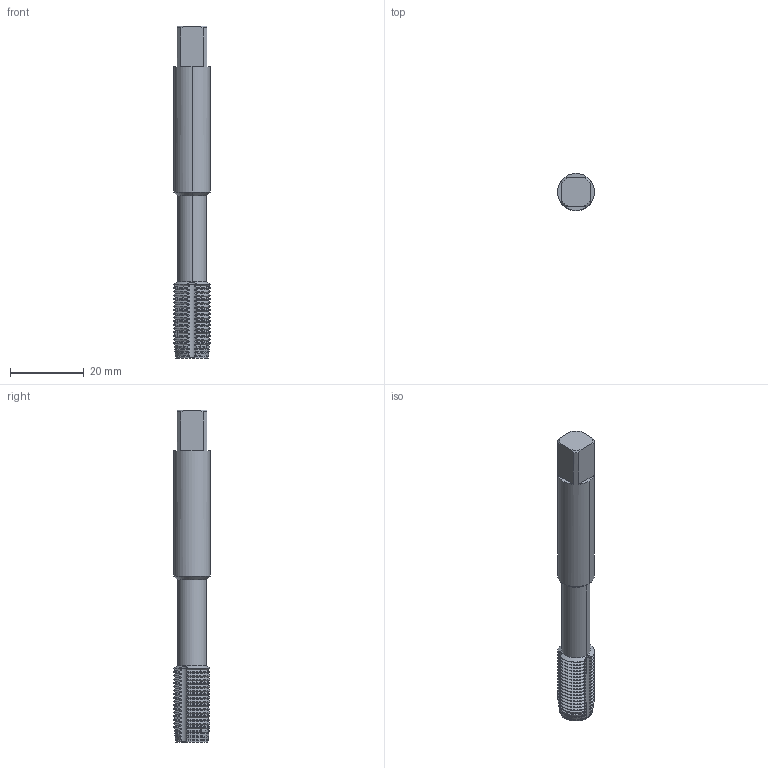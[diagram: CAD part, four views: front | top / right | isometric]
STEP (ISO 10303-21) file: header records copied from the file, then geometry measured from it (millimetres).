
FILE_DESCRIPTION(('no description'),'unknown implementation level');
FILE_NAME('solid7ILStX3ZUzrgWx0QAouL2v7TG5k_1.STP',' ',('CIM GmbH Aachen'),('CADClick - KiM GmbH - www.kimweb.de'),'unknown preprocess','ACIS','unknown authorization');
FILE_SCHEMA(('automotive_design'));
Length unit declared in the file: millimetre
Products named in the file (2): 1; 2
Bounding box: 10 x 10 x 90 mm (x, y, z)
Volume: 5893.1 mm3; surface area: 4133.6 mm2
Topology: 2 solids, 2 shells, 442 faces, 1222 edges, 784 vertices
Faces by surface type: cone 232, cylinder 190, plane 17, torus 3
Entity records: 29255 total; most frequent: CARTESIAN_POINT 4521, STYLED_ITEM 2450, PRESENTATION_STYLE_ASSIGNMENT 2450, COLOUR_RGB 2450, ORIENTED_EDGE 2444, DIRECTION 2315, EDGE_CURVE 1222, CURVE_STYLE 1222
